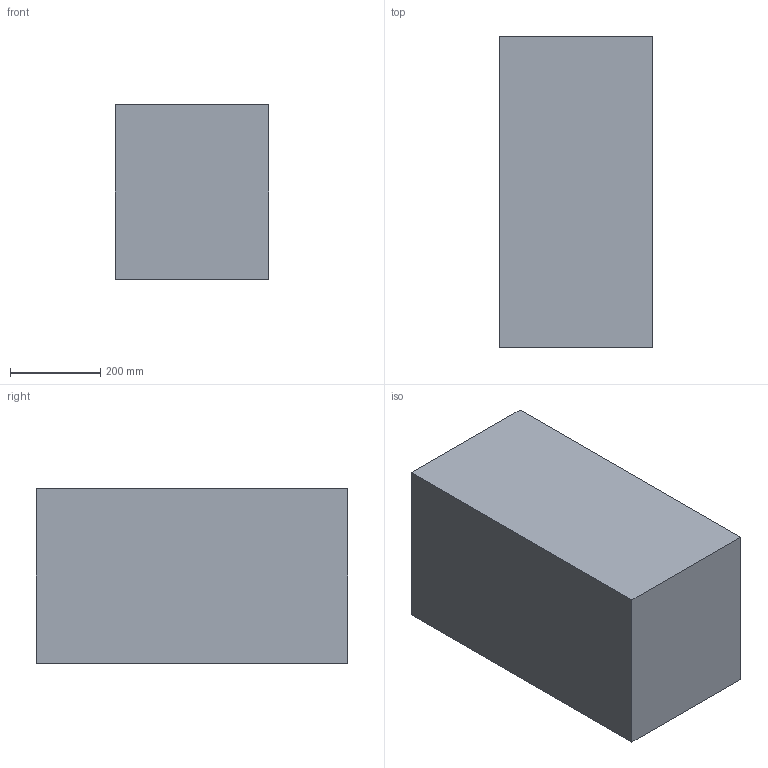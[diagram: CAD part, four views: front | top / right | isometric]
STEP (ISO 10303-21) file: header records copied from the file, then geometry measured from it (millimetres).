
FILE_DESCRIPTION(('FreeCAD Model'),'2;1');
FILE_NAME('Open CASCADE Shape Model','2024-11-28T13:40:36',(''),(''), 'Open CASCADE STEP processor 7.7','FreeCAD','Unknown');
FILE_SCHEMA(('AUTOMOTIVE_DESIGN { 1 0 10303 214 1 1 1 1 }'));
Length unit declared in the file: millimetre
Products named in the file (1): Body
Bounding box: 340 x 691.2 x 386.2 mm (x, y, z)
Volume: 90760089.6 mm3; surface area: 1266514.9 mm2
Topology: 1 solids, 1 shells, 10 faces, 19 edges, 15 vertices
Faces by surface type: plane 10
Entity records: 284 total; most frequent: CARTESIAN_POINT 45, DIRECTION 44, ORIENTED_EDGE 38, EDGE_CURVE 19, LINE 16, VECTOR 16, VERTEX_POINT 15, AXIS2_PLACEMENT_3D 14
